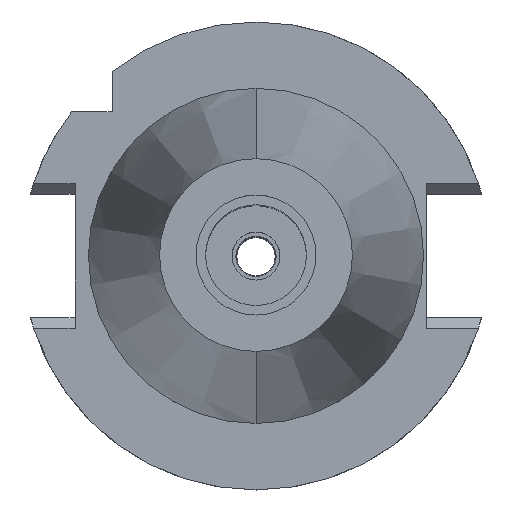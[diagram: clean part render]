
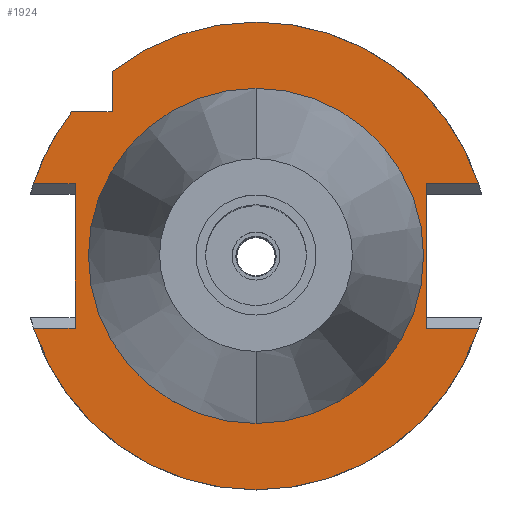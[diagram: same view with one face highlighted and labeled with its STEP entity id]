
A CAD part, top view. The second image highlights one B-rep face of the part: STEP entity #1924.
In plain terms, the highlighted planar face has unit normal (0, 0, 1).
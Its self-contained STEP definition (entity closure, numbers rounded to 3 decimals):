
#121=DIRECTION('',(0.,1.,0.));
#122=VECTOR('',#121,8.426);
#123=CARTESIAN_POINT('',(-30.,30.,-1.5));
#124=LINE('',#123,#122);
#128=CARTESIAN_POINT('',(0.,0.,-1.5));
#129=DIRECTION('',(0.,0.,-1.));
#130=DIRECTION('',(-0.615,0.788,0.));
#131=AXIS2_PLACEMENT_3D('',#128,#129,#130);
#136=CARTESIAN_POINT('',(0.,0.,-1.5));
#137=DIRECTION('',(0.,0.,-1.));
#138=DIRECTION('',(0.,1.,0.));
#139=AXIS2_PLACEMENT_3D('',#136,#137,#138);
#144=DIRECTION('',(0.,-1.,0.));
#145=VECTOR('',#144,30.1);
#146=CARTESIAN_POINT('',(35.5,15.05,-1.5));
#147=LINE('',#146,#145);
#151=DIRECTION('',(1.,0.,0.));
#152=VECTOR('',#151,10.869);
#153=CARTESIAN_POINT('',(35.5,-15.05,-1.5));
#154=LINE('',#153,#152);
#158=CARTESIAN_POINT('',(0.,0.,-1.5));
#159=DIRECTION('',(0.,0.,-1.));
#160=DIRECTION('',(0.951,-0.309,0.));
#161=AXIS2_PLACEMENT_3D('',#158,#159,#160);
#166=CARTESIAN_POINT('',(0.,0.,-1.5));
#167=DIRECTION('',(0.,0.,-1.));
#168=DIRECTION('',(0.,-1.,0.));
#169=AXIS2_PLACEMENT_3D('',#166,#167,#168);
#174=DIRECTION('',(-1.,0.,0.));
#175=VECTOR('',#174,8.669);
#176=CARTESIAN_POINT('',(-37.7,15.05,-1.5));
#177=LINE('',#176,#175);
#181=CARTESIAN_POINT('',(0.,0.,-1.5));
#182=DIRECTION('',(0.,0.,-1.));
#183=DIRECTION('',(-0.951,0.309,0.));
#184=AXIS2_PLACEMENT_3D('',#181,#182,#183);
#189=CARTESIAN_POINT('',(0.,0.,-1.5));
#190=DIRECTION('',(0.,0.,1.));
#191=DIRECTION('',(0.,-1.,0.));
#192=AXIS2_PLACEMENT_3D('',#189,#190,#191);
#197=CARTESIAN_POINT('',(0.,0.,-1.5));
#198=DIRECTION('',(0.,0.,1.));
#199=DIRECTION('',(0.,1.,0.));
#200=AXIS2_PLACEMENT_3D('',#197,#198,#199);
#320=DIRECTION('',(-1.,0.,0.));
#321=VECTOR('',#320,8.426);
#322=CARTESIAN_POINT('',(-30.,30.,-1.5));
#323=LINE('',#322,#321);
#373=DIRECTION('',(0.,-1.,0.));
#374=VECTOR('',#373,30.1);
#375=CARTESIAN_POINT('',(-37.7,15.05,-1.5));
#376=LINE('',#375,#374);
#550=DIRECTION('',(-1.,0.,0.));
#551=VECTOR('',#550,8.669);
#552=CARTESIAN_POINT('',(-37.7,-15.05,-1.5));
#553=LINE('',#552,#551);
#827=DIRECTION('',(1.,0.,0.));
#828=VECTOR('',#827,10.869);
#829=CARTESIAN_POINT('',(35.5,15.05,-1.5));
#830=LINE('',#829,#828);
#1568=CARTESIAN_POINT('',(0.,34.925,-1.5));
#1569=VERTEX_POINT('',#1568);
#1570=CARTESIAN_POINT('',(0.,-34.925,-1.5));
#1571=VERTEX_POINT('',#1570);
#1572=CARTESIAN_POINT('',(-30.,30.,-1.5));
#1573=CARTESIAN_POINT('',(-30.,38.426,-1.5));
#1574=VERTEX_POINT('',#1572);
#1575=VERTEX_POINT('',#1573);
#1576=CARTESIAN_POINT('',(0.,48.75,-1.5));
#1577=CARTESIAN_POINT('',(46.369,15.05,-1.5));
#1578=VERTEX_POINT('',#1576);
#1579=VERTEX_POINT('',#1577);
#1580=CARTESIAN_POINT('',(35.5,15.05,-1.5));
#1581=VERTEX_POINT('',#1580);
#1582=CARTESIAN_POINT('',(35.5,-15.05,-1.5));
#1583=VERTEX_POINT('',#1582);
#1584=CARTESIAN_POINT('',(46.369,-15.05,-1.5));
#1585=VERTEX_POINT('',#1584);
#1586=CARTESIAN_POINT('',(0.,-48.75,-1.5));
#1587=CARTESIAN_POINT('',(-46.369,-15.05,-1.5));
#1588=VERTEX_POINT('',#1586);
#1589=VERTEX_POINT('',#1587);
#1590=CARTESIAN_POINT('',(-37.7,-15.05,-1.5));
#1591=VERTEX_POINT('',#1590);
#1592=CARTESIAN_POINT('',(-37.7,15.05,-1.5));
#1593=VERTEX_POINT('',#1592);
#1594=CARTESIAN_POINT('',(-46.369,15.05,-1.5));
#1595=VERTEX_POINT('',#1594);
#1596=CARTESIAN_POINT('',(-38.426,30.,-1.5));
#1597=VERTEX_POINT('',#1596);
#1887=CARTESIAN_POINT('',(0.,0.,-1.5));
#1888=DIRECTION('',(0.,0.,1.));
#1889=DIRECTION('',(0.,1.,0.));
#1890=AXIS2_PLACEMENT_3D('',#1887,#1888,#1889);
#1891=PLANE('',#1890);
#1893=ORIENTED_EDGE('',*,*,#1892,.T.);
#1895=ORIENTED_EDGE('',*,*,#1894,.T.);
#1897=ORIENTED_EDGE('',*,*,#1896,.T.);
#1899=ORIENTED_EDGE('',*,*,#1898,.F.);
#1901=ORIENTED_EDGE('',*,*,#1900,.T.);
#1903=ORIENTED_EDGE('',*,*,#1902,.T.);
#1905=ORIENTED_EDGE('',*,*,#1904,.T.);
#1907=ORIENTED_EDGE('',*,*,#1906,.T.);
#1909=ORIENTED_EDGE('',*,*,#1908,.F.);
#1911=ORIENTED_EDGE('',*,*,#1910,.F.);
#1913=ORIENTED_EDGE('',*,*,#1912,.T.);
#1915=ORIENTED_EDGE('',*,*,#1914,.T.);
#1917=ORIENTED_EDGE('',*,*,#1916,.F.);
#1918=EDGE_LOOP('',(#1893,#1895,#1897,#1899,#1901,#1903,#1905,#1907,#1909,#1911,
#1913,#1915,#1917));
#1919=FACE_OUTER_BOUND('',#1918,.F.);
#1920=ORIENTED_EDGE('',*,*,#1866,.T.);
#1921=ORIENTED_EDGE('',*,*,#1882,.T.);
#1922=EDGE_LOOP('',(#1920,#1921));
#1923=FACE_BOUND('',#1922,.F.);
#132=CIRCLE('',#131,48.75);
#140=CIRCLE('',#139,48.75);
#162=CIRCLE('',#161,48.75);
#170=CIRCLE('',#169,48.75);
#185=CIRCLE('',#184,48.75);
#193=CIRCLE('',#192,34.925);
#201=CIRCLE('',#200,34.925);
#1866=EDGE_CURVE('',#1571,#1569,#193,.T.);
#1882=EDGE_CURVE('',#1569,#1571,#201,.T.);
#1892=EDGE_CURVE('',#1574,#1575,#124,.T.);
#1894=EDGE_CURVE('',#1575,#1578,#132,.T.);
#1896=EDGE_CURVE('',#1578,#1579,#140,.T.);
#1898=EDGE_CURVE('',#1581,#1579,#830,.T.);
#1900=EDGE_CURVE('',#1581,#1583,#147,.T.);
#1902=EDGE_CURVE('',#1583,#1585,#154,.T.);
#1904=EDGE_CURVE('',#1585,#1588,#162,.T.);
#1906=EDGE_CURVE('',#1588,#1589,#170,.T.);
#1908=EDGE_CURVE('',#1591,#1589,#553,.T.);
#1910=EDGE_CURVE('',#1593,#1591,#376,.T.);
#1912=EDGE_CURVE('',#1593,#1595,#177,.T.);
#1914=EDGE_CURVE('',#1595,#1597,#185,.T.);
#1916=EDGE_CURVE('',#1574,#1597,#323,.T.);
#1924=ADVANCED_FACE('',(#1919,#1923),#1891,.T.);
